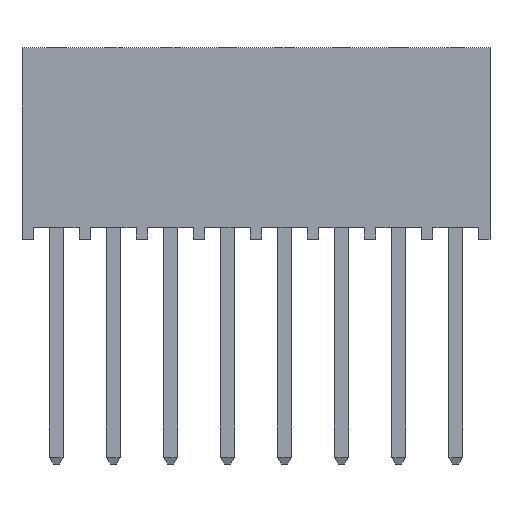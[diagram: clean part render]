
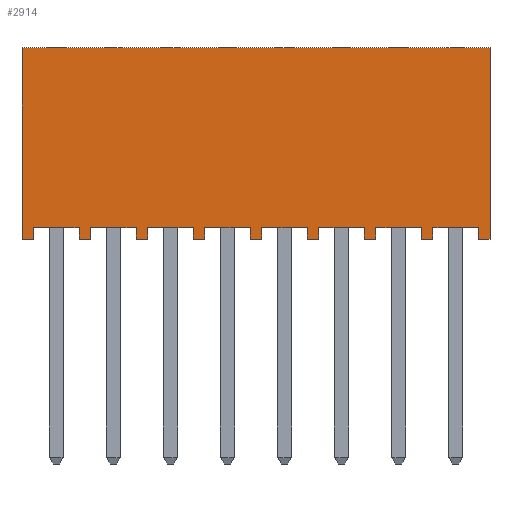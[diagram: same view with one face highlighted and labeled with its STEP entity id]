
A CAD part, top view. The second image highlights one B-rep face of the part: STEP entity #2914.
In plain terms, the highlighted planar face has unit normal (0, 0, 1).
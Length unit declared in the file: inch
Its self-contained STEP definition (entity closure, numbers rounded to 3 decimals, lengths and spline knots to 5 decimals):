
#475=ORIENTED_EDGE('',*,*,#1087,.F.);
#476=ORIENTED_EDGE('',*,*,#1088,.T.);
#477=ORIENTED_EDGE('',*,*,#1089,.F.);
#478=ORIENTED_EDGE('',*,*,#1090,.F.);
#479=ORIENTED_EDGE('',*,*,#1091,.T.);
#480=ORIENTED_EDGE('',*,*,#1092,.T.);
#481=ORIENTED_EDGE('',*,*,#1093,.F.);
#482=ORIENTED_EDGE('',*,*,#1094,.F.);
#483=ORIENTED_EDGE('',*,*,#1095,.F.);
#484=ORIENTED_EDGE('',*,*,#1096,.T.);
#485=ORIENTED_EDGE('',*,*,#1097,.F.);
#486=ORIENTED_EDGE('',*,*,#1098,.F.);
#487=ORIENTED_EDGE('',*,*,#1099,.F.);
#488=ORIENTED_EDGE('',*,*,#1100,.T.);
#489=ORIENTED_EDGE('',*,*,#1101,.F.);
#490=ORIENTED_EDGE('',*,*,#1102,.F.);
#491=ORIENTED_EDGE('',*,*,#1103,.F.);
#492=ORIENTED_EDGE('',*,*,#1104,.T.);
#493=ORIENTED_EDGE('',*,*,#1105,.F.);
#494=ORIENTED_EDGE('',*,*,#1106,.F.);
#495=ORIENTED_EDGE('',*,*,#1107,.F.);
#496=ORIENTED_EDGE('',*,*,#1108,.T.);
#497=ORIENTED_EDGE('',*,*,#1109,.F.);
#498=ORIENTED_EDGE('',*,*,#1110,.F.);
#499=ORIENTED_EDGE('',*,*,#1111,.F.);
#500=ORIENTED_EDGE('',*,*,#1112,.T.);
#501=ORIENTED_EDGE('',*,*,#1113,.F.);
#502=ORIENTED_EDGE('',*,*,#1114,.F.);
#503=ORIENTED_EDGE('',*,*,#1115,.F.);
#504=ORIENTED_EDGE('',*,*,#1116,.T.);
#505=ORIENTED_EDGE('',*,*,#1117,.F.);
#506=ORIENTED_EDGE('',*,*,#1118,.F.);
#507=ORIENTED_EDGE('',*,*,#1119,.F.);
#508=ORIENTED_EDGE('',*,*,#1120,.T.);
#509=ORIENTED_EDGE('',*,*,#1121,.F.);
#510=ORIENTED_EDGE('',*,*,#1122,.F.);
#1087=EDGE_CURVE('',#1427,#1428,#1767,.T.);
#1088=EDGE_CURVE('',#1427,#1429,#1768,.T.);
#1089=EDGE_CURVE('',#1430,#1429,#1769,.T.);
#1090=EDGE_CURVE('',#1431,#1430,#1770,.T.);
#1091=EDGE_CURVE('',#1431,#1432,#1771,.T.);
#1092=EDGE_CURVE('',#1432,#1433,#1772,.T.);
#1093=EDGE_CURVE('',#1434,#1433,#1773,.T.);
#1094=EDGE_CURVE('',#1435,#1434,#1774,.T.);
#1095=EDGE_CURVE('',#1436,#1435,#1775,.T.);
#1096=EDGE_CURVE('',#1436,#1437,#1776,.T.);
#1097=EDGE_CURVE('',#1438,#1437,#1777,.T.);
#1098=EDGE_CURVE('',#1439,#1438,#1778,.T.);
#1099=EDGE_CURVE('',#1440,#1439,#1779,.T.);
#1100=EDGE_CURVE('',#1440,#1441,#1780,.T.);
#1101=EDGE_CURVE('',#1442,#1441,#1781,.T.);
#1102=EDGE_CURVE('',#1443,#1442,#1782,.T.);
#1103=EDGE_CURVE('',#1444,#1443,#1783,.T.);
#1104=EDGE_CURVE('',#1444,#1445,#1784,.T.);
#1105=EDGE_CURVE('',#1446,#1445,#1785,.T.);
#1106=EDGE_CURVE('',#1447,#1446,#1786,.T.);
#1107=EDGE_CURVE('',#1448,#1447,#1787,.T.);
#1108=EDGE_CURVE('',#1448,#1449,#1788,.T.);
#1109=EDGE_CURVE('',#1450,#1449,#1789,.T.);
#1110=EDGE_CURVE('',#1451,#1450,#1790,.T.);
#1111=EDGE_CURVE('',#1452,#1451,#1791,.T.);
#1112=EDGE_CURVE('',#1452,#1453,#1792,.T.);
#1113=EDGE_CURVE('',#1454,#1453,#1793,.T.);
#1114=EDGE_CURVE('',#1455,#1454,#1794,.T.);
#1115=EDGE_CURVE('',#1456,#1455,#1795,.T.);
#1116=EDGE_CURVE('',#1456,#1457,#1796,.T.);
#1117=EDGE_CURVE('',#1458,#1457,#1797,.T.);
#1118=EDGE_CURVE('',#1459,#1458,#1798,.T.);
#1119=EDGE_CURVE('',#1460,#1459,#1799,.T.);
#1120=EDGE_CURVE('',#1460,#1461,#1800,.T.);
#1121=EDGE_CURVE('',#1462,#1461,#1801,.T.);
#1122=EDGE_CURVE('',#1428,#1462,#1802,.T.);
#1427=VERTEX_POINT('',#4364);
#1428=VERTEX_POINT('',#4365);
#1429=VERTEX_POINT('',#4367);
#1430=VERTEX_POINT('',#4369);
#1431=VERTEX_POINT('',#4371);
#1432=VERTEX_POINT('',#4373);
#1433=VERTEX_POINT('',#4375);
#1434=VERTEX_POINT('',#4377);
#1435=VERTEX_POINT('',#4379);
#1436=VERTEX_POINT('',#4381);
#1437=VERTEX_POINT('',#4383);
#1438=VERTEX_POINT('',#4385);
#1439=VERTEX_POINT('',#4387);
#1440=VERTEX_POINT('',#4389);
#1441=VERTEX_POINT('',#4391);
#1442=VERTEX_POINT('',#4393);
#1443=VERTEX_POINT('',#4395);
#1444=VERTEX_POINT('',#4397);
#1445=VERTEX_POINT('',#4399);
#1446=VERTEX_POINT('',#4401);
#1447=VERTEX_POINT('',#4403);
#1448=VERTEX_POINT('',#4405);
#1449=VERTEX_POINT('',#4407);
#1450=VERTEX_POINT('',#4409);
#1451=VERTEX_POINT('',#4411);
#1452=VERTEX_POINT('',#4413);
#1453=VERTEX_POINT('',#4415);
#1454=VERTEX_POINT('',#4417);
#1455=VERTEX_POINT('',#4419);
#1456=VERTEX_POINT('',#4421);
#1457=VERTEX_POINT('',#4423);
#1458=VERTEX_POINT('',#4425);
#1459=VERTEX_POINT('',#4427);
#1460=VERTEX_POINT('',#4429);
#1461=VERTEX_POINT('',#4431);
#1462=VERTEX_POINT('',#4433);
#1767=LINE('',#4363,#2175);
#1768=LINE('',#4366,#2176);
#1769=LINE('',#4368,#2177);
#1770=LINE('',#4370,#2178);
#1771=LINE('',#4372,#2179);
#1772=LINE('',#4374,#2180);
#1773=LINE('',#4376,#2181);
#1774=LINE('',#4378,#2182);
#1775=LINE('',#4380,#2183);
#1776=LINE('',#4382,#2184);
#1777=LINE('',#4384,#2185);
#1778=LINE('',#4386,#2186);
#1779=LINE('',#4388,#2187);
#1780=LINE('',#4390,#2188);
#1781=LINE('',#4392,#2189);
#1782=LINE('',#4394,#2190);
#1783=LINE('',#4396,#2191);
#1784=LINE('',#4398,#2192);
#1785=LINE('',#4400,#2193);
#1786=LINE('',#4402,#2194);
#1787=LINE('',#4404,#2195);
#1788=LINE('',#4406,#2196);
#1789=LINE('',#4408,#2197);
#1790=LINE('',#4410,#2198);
#1791=LINE('',#4412,#2199);
#1792=LINE('',#4414,#2200);
#1793=LINE('',#4416,#2201);
#1794=LINE('',#4418,#2202);
#1795=LINE('',#4420,#2203);
#1796=LINE('',#4422,#2204);
#1797=LINE('',#4424,#2205);
#1798=LINE('',#4426,#2206);
#1799=LINE('',#4428,#2207);
#1800=LINE('',#4430,#2208);
#1801=LINE('',#4432,#2209);
#1802=LINE('',#4434,#2210);
#2175=VECTOR('',#3563,39.37008);
#2176=VECTOR('',#3564,39.37008);
#2177=VECTOR('',#3565,39.37008);
#2178=VECTOR('',#3566,39.37008);
#2179=VECTOR('',#3567,39.37008);
#2180=VECTOR('',#3568,39.37008);
#2181=VECTOR('',#3569,39.37008);
#2182=VECTOR('',#3570,39.37008);
#2183=VECTOR('',#3571,39.37008);
#2184=VECTOR('',#3572,39.37008);
#2185=VECTOR('',#3573,39.37008);
#2186=VECTOR('',#3574,39.37008);
#2187=VECTOR('',#3575,39.37008);
#2188=VECTOR('',#3576,39.37008);
#2189=VECTOR('',#3577,39.37008);
#2190=VECTOR('',#3578,39.37008);
#2191=VECTOR('',#3579,39.37008);
#2192=VECTOR('',#3580,39.37008);
#2193=VECTOR('',#3581,39.37008);
#2194=VECTOR('',#3582,39.37008);
#2195=VECTOR('',#3583,39.37008);
#2196=VECTOR('',#3584,39.37008);
#2197=VECTOR('',#3585,39.37008);
#2198=VECTOR('',#3586,39.37008);
#2199=VECTOR('',#3587,39.37008);
#2200=VECTOR('',#3588,39.37008);
#2201=VECTOR('',#3589,39.37008);
#2202=VECTOR('',#3590,39.37008);
#2203=VECTOR('',#3591,39.37008);
#2204=VECTOR('',#3592,39.37008);
#2205=VECTOR('',#3593,39.37008);
#2206=VECTOR('',#3594,39.37008);
#2207=VECTOR('',#3595,39.37008);
#2208=VECTOR('',#3596,39.37008);
#2209=VECTOR('',#3597,39.37008);
#2210=VECTOR('',#3598,39.37008);
#2430=EDGE_LOOP('',(#475,#476,#477,#478,#479,#480,#481,#482,#483,#484,#485,
#486,#487,#488,#489,#490,#491,#492,#493,#494,#495,#496,#497,#498,#499,#500,
#501,#502,#503,#504,#505,#506,#507,#508,#509,#510));
#2602=FACE_BOUND('',#2430,.T.);
#2766=PLANE('',#3089);
#2914=ADVANCED_FACE('',(#2602),#2766,.F.);
#3089=AXIS2_PLACEMENT_3D('',#4362,#3561,#3562);
#3561=DIRECTION('',(0.,0.,-1.));
#3562=DIRECTION('',(-1.,0.,0.));
#3563=DIRECTION('',(0.,1.,0.));
#3564=DIRECTION('',(1.,0.,0.));
#3565=DIRECTION('',(0.,-1.,0.));
#3566=DIRECTION('',(1.,0.,0.));
#3567=DIRECTION('',(0.,-1.,0.));
#3568=DIRECTION('',(1.,0.,0.));
#3569=DIRECTION('',(0.,-1.,0.));
#3570=DIRECTION('',(-1.,0.,0.));
#3571=DIRECTION('',(0.,1.,0.));
#3572=DIRECTION('',(1.,0.,0.));
#3573=DIRECTION('',(0.,-1.,0.));
#3574=DIRECTION('',(-1.,0.,0.));
#3575=DIRECTION('',(0.,1.,0.));
#3576=DIRECTION('',(1.,0.,0.));
#3577=DIRECTION('',(0.,-1.,0.));
#3578=DIRECTION('',(-1.,0.,0.));
#3579=DIRECTION('',(0.,1.,0.));
#3580=DIRECTION('',(1.,0.,0.));
#3581=DIRECTION('',(0.,-1.,0.));
#3582=DIRECTION('',(-1.,0.,0.));
#3583=DIRECTION('',(0.,1.,0.));
#3584=DIRECTION('',(1.,0.,0.));
#3585=DIRECTION('',(0.,-1.,0.));
#3586=DIRECTION('',(-1.,0.,0.));
#3587=DIRECTION('',(0.,1.,0.));
#3588=DIRECTION('',(1.,0.,0.));
#3589=DIRECTION('',(0.,-1.,0.));
#3590=DIRECTION('',(-1.,0.,0.));
#3591=DIRECTION('',(0.,1.,0.));
#3592=DIRECTION('',(1.,0.,0.));
#3593=DIRECTION('',(0.,-1.,0.));
#3594=DIRECTION('',(-1.,0.,0.));
#3595=DIRECTION('',(0.,1.,0.));
#3596=DIRECTION('',(1.,0.,0.));
#3597=DIRECTION('',(0.,-1.,0.));
#3598=DIRECTION('',(-1.,0.,0.));
#4362=CARTESIAN_POINT('',(-0.41,0.335,0.0475));
#4363=CARTESIAN_POINT('',(0.39,0.335,0.0475));
#4364=CARTESIAN_POINT('',(0.39,0.,0.0475));
#4365=CARTESIAN_POINT('',(0.39,0.02,0.0475));
#4366=CARTESIAN_POINT('',(-0.41,0.,0.0475));
#4367=CARTESIAN_POINT('',(0.41,0.,0.0475));
#4368=CARTESIAN_POINT('',(0.41,0.335,0.0475));
#4369=CARTESIAN_POINT('',(0.41,0.335,0.0475));
#4370=CARTESIAN_POINT('',(-0.41,0.335,0.0475));
#4371=CARTESIAN_POINT('',(-0.41,0.335,0.0475));
#4372=CARTESIAN_POINT('',(-0.41,0.335,0.0475));
#4373=CARTESIAN_POINT('',(-0.41,0.,0.0475));
#4374=CARTESIAN_POINT('',(-0.41,0.,0.0475));
#4375=CARTESIAN_POINT('',(-0.39,0.,0.0475));
#4376=CARTESIAN_POINT('',(-0.39,0.335,0.0475));
#4377=CARTESIAN_POINT('',(-0.39,0.02,0.0475));
#4378=CARTESIAN_POINT('',(-0.41,0.02,0.0475));
#4379=CARTESIAN_POINT('',(-0.31,0.02,0.0475));
#4380=CARTESIAN_POINT('',(-0.31,0.335,0.0475));
#4381=CARTESIAN_POINT('',(-0.31,0.,0.0475));
#4382=CARTESIAN_POINT('',(-0.41,0.,0.0475));
#4383=CARTESIAN_POINT('',(-0.29,0.,0.0475));
#4384=CARTESIAN_POINT('',(-0.29,0.335,0.0475));
#4385=CARTESIAN_POINT('',(-0.29,0.02,0.0475));
#4386=CARTESIAN_POINT('',(-0.41,0.02,0.0475));
#4387=CARTESIAN_POINT('',(-0.21,0.02,0.0475));
#4388=CARTESIAN_POINT('',(-0.21,0.335,0.0475));
#4389=CARTESIAN_POINT('',(-0.21,0.,0.0475));
#4390=CARTESIAN_POINT('',(-0.41,0.,0.0475));
#4391=CARTESIAN_POINT('',(-0.19,0.,0.0475));
#4392=CARTESIAN_POINT('',(-0.19,0.335,0.0475));
#4393=CARTESIAN_POINT('',(-0.19,0.02,0.0475));
#4394=CARTESIAN_POINT('',(-0.41,0.02,0.0475));
#4395=CARTESIAN_POINT('',(-0.11,0.02,0.0475));
#4396=CARTESIAN_POINT('',(-0.11,0.335,0.0475));
#4397=CARTESIAN_POINT('',(-0.11,0.,0.0475));
#4398=CARTESIAN_POINT('',(-0.41,0.,0.0475));
#4399=CARTESIAN_POINT('',(-0.09,0.,0.0475));
#4400=CARTESIAN_POINT('',(-0.09,0.335,0.0475));
#4401=CARTESIAN_POINT('',(-0.09,0.02,0.0475));
#4402=CARTESIAN_POINT('',(-0.41,0.02,0.0475));
#4403=CARTESIAN_POINT('',(-0.01,0.02,0.0475));
#4404=CARTESIAN_POINT('',(-0.01,0.335,0.0475));
#4405=CARTESIAN_POINT('',(-0.01,0.,0.0475));
#4406=CARTESIAN_POINT('',(-0.41,0.,0.0475));
#4407=CARTESIAN_POINT('',(0.01,0.,0.0475));
#4408=CARTESIAN_POINT('',(0.01,0.335,0.0475));
#4409=CARTESIAN_POINT('',(0.01,0.02,0.0475));
#4410=CARTESIAN_POINT('',(-0.41,0.02,0.0475));
#4411=CARTESIAN_POINT('',(0.09,0.02,0.0475));
#4412=CARTESIAN_POINT('',(0.09,0.335,0.0475));
#4413=CARTESIAN_POINT('',(0.09,0.,0.0475));
#4414=CARTESIAN_POINT('',(-0.41,0.,0.0475));
#4415=CARTESIAN_POINT('',(0.11,0.,0.0475));
#4416=CARTESIAN_POINT('',(0.11,0.335,0.0475));
#4417=CARTESIAN_POINT('',(0.11,0.02,0.0475));
#4418=CARTESIAN_POINT('',(-0.41,0.02,0.0475));
#4419=CARTESIAN_POINT('',(0.19,0.02,0.0475));
#4420=CARTESIAN_POINT('',(0.19,0.335,0.0475));
#4421=CARTESIAN_POINT('',(0.19,0.,0.0475));
#4422=CARTESIAN_POINT('',(-0.41,0.,0.0475));
#4423=CARTESIAN_POINT('',(0.21,0.,0.0475));
#4424=CARTESIAN_POINT('',(0.21,0.335,0.0475));
#4425=CARTESIAN_POINT('',(0.21,0.02,0.0475));
#4426=CARTESIAN_POINT('',(-0.41,0.02,0.0475));
#4427=CARTESIAN_POINT('',(0.29,0.02,0.0475));
#4428=CARTESIAN_POINT('',(0.29,0.335,0.0475));
#4429=CARTESIAN_POINT('',(0.29,0.,0.0475));
#4430=CARTESIAN_POINT('',(-0.41,0.,0.0475));
#4431=CARTESIAN_POINT('',(0.31,0.,0.0475));
#4432=CARTESIAN_POINT('',(0.31,0.335,0.0475));
#4433=CARTESIAN_POINT('',(0.31,0.02,0.0475));
#4434=CARTESIAN_POINT('',(-0.41,0.02,0.0475));
